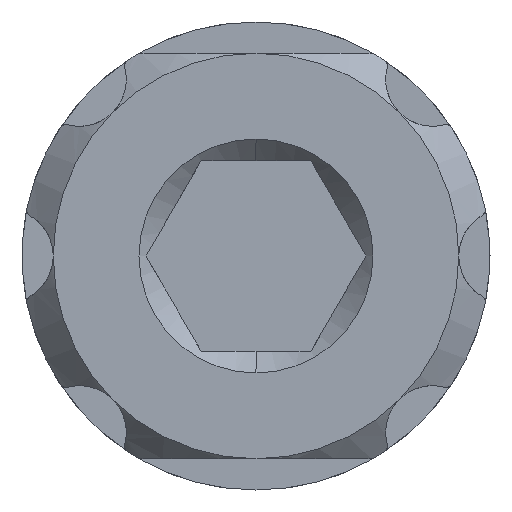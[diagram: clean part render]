
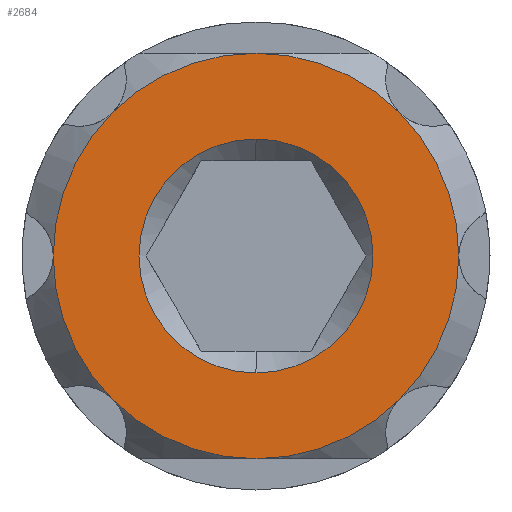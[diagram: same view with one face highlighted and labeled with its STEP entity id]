
A CAD part, front view. The second image highlights one B-rep face of the part: STEP entity #2684.
In plain terms, the highlighted planar face has unit normal (0, -1, 0).
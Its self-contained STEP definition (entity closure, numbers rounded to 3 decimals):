
#30 = CARTESIAN_POINT ( 'NONE',  ( 0., 5., 0. ) ) ;
#43 = VERTEX_POINT ( 'NONE', #3779 ) ;
#56 = CIRCLE ( 'NONE', #680, 6.5 ) ;
#111 = DIRECTION ( 'NONE',  ( 0., -1., 0. ) ) ;
#204 = EDGE_CURVE ( 'NONE', #3343, #4714, #1529, .T. ) ;
#253 = EDGE_CURVE ( 'NONE', #3676, #3618, #4384, .T. ) ;
#292 = CIRCLE ( 'NONE', #3371, 6.5 ) ;
#325 = DIRECTION ( 'NONE',  ( 0., 0., -1. ) ) ;
#348 = DIRECTION ( 'NONE',  ( 0., -1., 0. ) ) ;
#349 = DIRECTION ( 'NONE',  ( 0., 0., 1. ) ) ;
#357 = CARTESIAN_POINT ( 'NONE',  ( 0., 5., 0. ) ) ;
#385 = EDGE_CURVE ( 'NONE', #4714, #3343, #2736, .T. ) ;
#400 = DIRECTION ( 'NONE',  ( 0., 0., -1. ) ) ;
#406 = CARTESIAN_POINT ( 'NONE',  ( 4.596, 5., -4.596 ) ) ;
#448 = DIRECTION ( 'NONE',  ( 0., -1., 0. ) ) ;
#457 = CARTESIAN_POINT ( 'NONE',  ( -4.596, 5., -4.596 ) ) ;
#514 = CIRCLE ( 'NONE', #4794, 6.5 ) ;
#553 = AXIS2_PLACEMENT_3D ( 'NONE', #866, #111, #3832 ) ;
#680 = AXIS2_PLACEMENT_3D ( 'NONE', #3063, #772, #4546 ) ;
#772 = DIRECTION ( 'NONE',  ( 0., -1., 0. ) ) ;
#866 = CARTESIAN_POINT ( 'NONE',  ( 0., 5., 0. ) ) ;
#874 = ORIENTED_EDGE ( 'NONE', *, *, #1428, .T. ) ;
#926 = EDGE_LOOP ( 'NONE', ( #3599, #4909 ) ) ;
#928 = DIRECTION ( 'NONE',  ( 0., 1., 0. ) ) ;
#1016 = EDGE_CURVE ( 'NONE', #4173, #2484, #292, .T. ) ;
#1043 = EDGE_CURVE ( 'NONE', #4809, #43, #56, .T. ) ;
#1109 = EDGE_CURVE ( 'NONE', #3637, #4173, #1895, .T. ) ;
#1126 = ORIENTED_EDGE ( 'NONE', *, *, #4238, .T. ) ;
#1270 = AXIS2_PLACEMENT_3D ( 'NONE', #30, #448, #400 ) ;
#1351 = PLANE ( 'NONE',  #3583 ) ;
#1368 = ORIENTED_EDGE ( 'NONE', *, *, #2412, .T. ) ;
#1428 = EDGE_CURVE ( 'NONE', #2484, #4809, #3344, .T. ) ;
#1451 = ORIENTED_EDGE ( 'NONE', *, *, #1016, .T. ) ;
#1529 = CIRCLE ( 'NONE', #2960, 3.75 ) ;
#1530 = DIRECTION ( 'NONE',  ( 0., 1., 0. ) ) ;
#1615 = CARTESIAN_POINT ( 'NONE',  ( 0., 5., 6.5 ) ) ;
#1677 = CARTESIAN_POINT ( 'NONE',  ( 0., 5., 0. ) ) ;
#1684 = DIRECTION ( 'NONE',  ( 0., -1., 0. ) ) ;
#1870 = AXIS2_PLACEMENT_3D ( 'NONE', #3545, #1684, #2806 ) ;
#1895 = CIRCLE ( 'NONE', #553, 6.5 ) ;
#1932 = CARTESIAN_POINT ( 'NONE',  ( -4.596, 5., 4.596 ) ) ;
#2081 = DIRECTION ( 'NONE',  ( 0., 0., 1. ) ) ;
#2189 = CARTESIAN_POINT ( 'NONE',  ( 0., 5., 0. ) ) ;
#2412 = EDGE_CURVE ( 'NONE', #43, #3676, #514, .T. ) ;
#2416 = ORIENTED_EDGE ( 'NONE', *, *, #4127, .T. ) ;
#2434 = CIRCLE ( 'NONE', #3540, 6.5 ) ;
#2484 = VERTEX_POINT ( 'NONE', #406 ) ;
#2653 = CARTESIAN_POINT ( 'NONE',  ( 0., 5., 0. ) ) ;
#2660 = DIRECTION ( 'NONE',  ( 0., -1., 0. ) ) ;
#2684 = ADVANCED_FACE ( 'NONE', ( #2882, #2908 ), #1351, .F. ) ;
#2736 = CIRCLE ( 'NONE', #4312, 3.75 ) ;
#2806 = DIRECTION ( 'NONE',  ( 0., 0., -1. ) ) ;
#2882 = FACE_BOUND ( 'NONE', #926, .T. ) ;
#2893 = CARTESIAN_POINT ( 'NONE',  ( 0., 5., -3.75 ) ) ;
#2908 = FACE_OUTER_BOUND ( 'NONE', #4117, .T. ) ;
#2960 = AXIS2_PLACEMENT_3D ( 'NONE', #2653, #1530, #349 ) ;
#3063 = CARTESIAN_POINT ( 'NONE',  ( 0., 5., 0. ) ) ;
#3068 = ORIENTED_EDGE ( 'NONE', *, *, #1043, .T. ) ;
#3111 = CARTESIAN_POINT ( 'NONE',  ( -6.5, 5., 0. ) ) ;
#3229 = DIRECTION ( 'NONE',  ( 0., 1., 0. ) ) ;
#3343 = VERTEX_POINT ( 'NONE', #2893 ) ;
#3344 = CIRCLE ( 'NONE', #1270, 6.5 ) ;
#3371 = AXIS2_PLACEMENT_3D ( 'NONE', #2189, #4076, #4515 ) ;
#3419 = ORIENTED_EDGE ( 'NONE', *, *, #253, .T. ) ;
#3479 = ORIENTED_EDGE ( 'NONE', *, *, #1109, .T. ) ;
#3514 = DIRECTION ( 'NONE',  ( 0., 0., 1. ) ) ;
#3540 = AXIS2_PLACEMENT_3D ( 'NONE', #4090, #348, #325 ) ;
#3545 = CARTESIAN_POINT ( 'NONE',  ( 0., 5., 0. ) ) ;
#3583 = AXIS2_PLACEMENT_3D ( 'NONE', #4418, #3229, #2081 ) ;
#3599 = ORIENTED_EDGE ( 'NONE', *, *, #204, .T. ) ;
#3605 = VERTEX_POINT ( 'NONE', #3111 ) ;
#3618 = VERTEX_POINT ( 'NONE', #1932 ) ;
#3619 = CIRCLE ( 'NONE', #1870, 6.5 ) ;
#3637 = VERTEX_POINT ( 'NONE', #457 ) ;
#3676 = VERTEX_POINT ( 'NONE', #1615 ) ;
#3778 = DIRECTION ( 'NONE',  ( 0., 0., -1. ) ) ;
#3779 = CARTESIAN_POINT ( 'NONE',  ( 4.596, 5., 4.596 ) ) ;
#3832 = DIRECTION ( 'NONE',  ( 0., 0., -1. ) ) ;
#4076 = DIRECTION ( 'NONE',  ( 0., -1., 0. ) ) ;
#4090 = CARTESIAN_POINT ( 'NONE',  ( 0., 5., 0. ) ) ;
#4101 = CARTESIAN_POINT ( 'NONE',  ( 0., 5., 3.75 ) ) ;
#4117 = EDGE_LOOP ( 'NONE', ( #1368, #3419, #2416, #1126, #3479, #1451, #874, #3068 ) ) ;
#4127 = EDGE_CURVE ( 'NONE', #3618, #3605, #3619, .T. ) ;
#4145 = AXIS2_PLACEMENT_3D ( 'NONE', #4884, #4606, #4504 ) ;
#4173 = VERTEX_POINT ( 'NONE', #4308 ) ;
#4224 = CARTESIAN_POINT ( 'NONE',  ( 6.5, 5., 0. ) ) ;
#4238 = EDGE_CURVE ( 'NONE', #3605, #3637, #2434, .T. ) ;
#4308 = CARTESIAN_POINT ( 'NONE',  ( 0., 5., -6.5 ) ) ;
#4312 = AXIS2_PLACEMENT_3D ( 'NONE', #1677, #928, #3514 ) ;
#4384 = CIRCLE ( 'NONE', #4145, 6.5 ) ;
#4418 = CARTESIAN_POINT ( 'NONE',  ( 0., 5., 0. ) ) ;
#4504 = DIRECTION ( 'NONE',  ( 0., 0., -1. ) ) ;
#4515 = DIRECTION ( 'NONE',  ( 0., 0., -1. ) ) ;
#4546 = DIRECTION ( 'NONE',  ( 0., 0., -1. ) ) ;
#4606 = DIRECTION ( 'NONE',  ( 0., -1., 0. ) ) ;
#4714 = VERTEX_POINT ( 'NONE', #4101 ) ;
#4794 = AXIS2_PLACEMENT_3D ( 'NONE', #357, #2660, #3778 ) ;
#4809 = VERTEX_POINT ( 'NONE', #4224 ) ;
#4884 = CARTESIAN_POINT ( 'NONE',  ( 0., 5., 0. ) ) ;
#4909 = ORIENTED_EDGE ( 'NONE', *, *, #385, .T. ) ;
